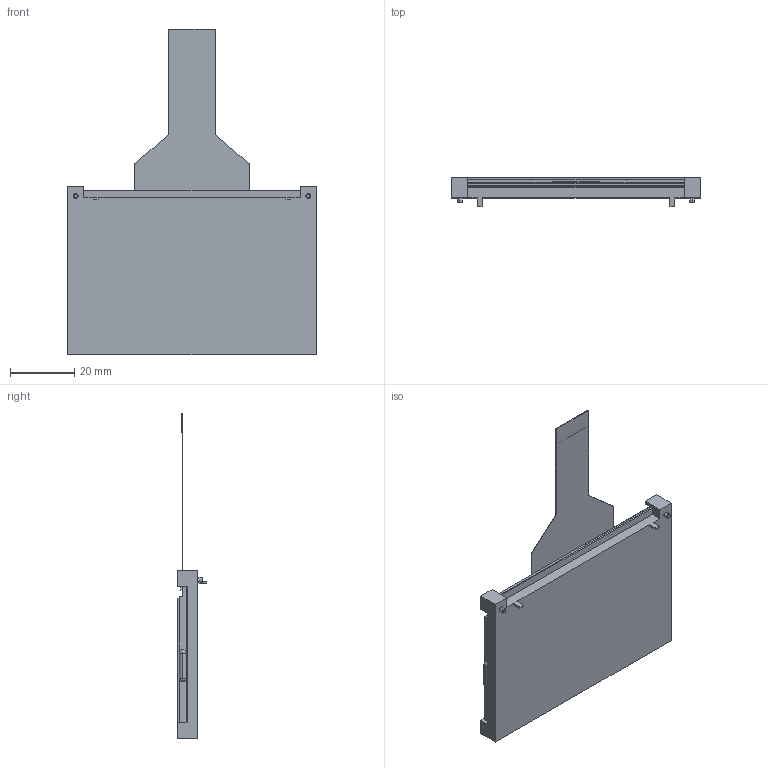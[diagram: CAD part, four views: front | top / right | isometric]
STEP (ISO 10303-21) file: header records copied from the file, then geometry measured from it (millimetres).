
FILE_DESCRIPTION((''),'2;1');
FILE_NAME('14657_ASM','2021-09-03T',('caizhe'),(''),'PRO/ENGINEER BY PARAMETRIC TECHNOLOGY CORPORATION, 2005030','PRO/ENGINEER BY PARAMETRIC TECHNOLOGY CORPORATION, 2005030','');
FILE_SCHEMA(('CONFIG_CONTROL_DESIGN'));
Length unit declared in the file: millimetre
Products named in the file (4): 14469LED; 14469LCD; 14467FPC; 14657_ASM
Assembly tree (3 placements, depth 2):
  14657_ASM
    14469LED
    14469LCD
    14467FPC
Bounding box: 77.4 x 9.3 x 101.2 mm (x, y, z)
Volume: 23016 mm3; surface area: 19179.6 mm2
Topology: 3 solids, 3 shells, 111 faces, 292 edges, 192 vertices
Faces by surface type: plane 93, cylinder 12, cone 4, bspline 2
Entity records: 3536 total; most frequent: CARTESIAN_POINT 656, ORIENTED_EDGE 584, DIRECTION 556, EDGE_CURVE 292, VECTOR 260, LINE 260, VERTEX_POINT 192, AXIS2_PLACEMENT_3D 148
